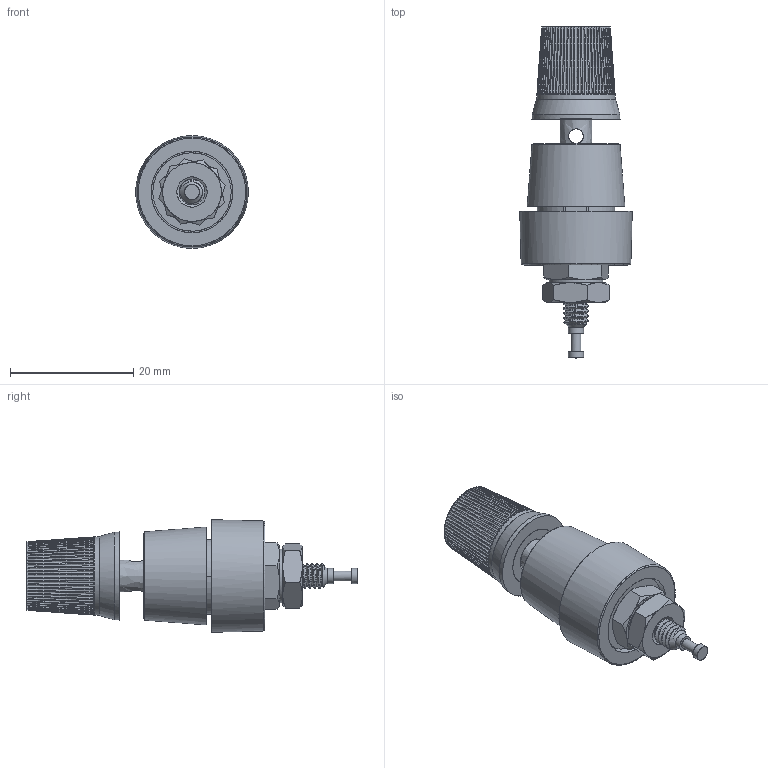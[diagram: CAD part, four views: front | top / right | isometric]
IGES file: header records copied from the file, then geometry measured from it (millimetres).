
Start section: C
Global section: file name: LowThermal 2758 Series Binding Posts Complete Assembly.igs; native system: By Siemens PLM Incorporated; preprocessor: XPlus GENERIC/IGES 22.0.50; author: Author; organization: Title; date: 20220109.134712; units: millimetre
Bounding box: 18.24 x 53.82 x 18.26 mm (x, y, z)
Surface area: 7869.1 mm2 (no closed solid volume)
Topology: 0 solids, 0 shells, 903 faces, 13759 edges, 13758 vertices
Faces by surface type: bspline 903
